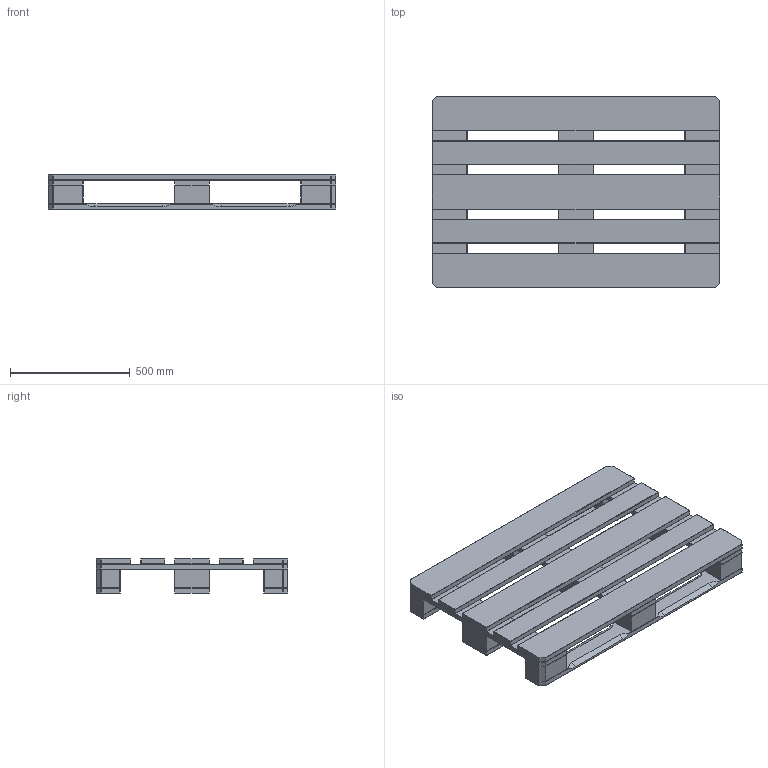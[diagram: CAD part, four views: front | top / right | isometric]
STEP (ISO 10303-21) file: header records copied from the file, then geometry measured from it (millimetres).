
FILE_DESCRIPTION(/* description */ (''),/* implementation_level */ '2;1');
FILE_NAME(/* name */ 'EPalChamferRamp01',/* time_stamp */ '2018-07-24T10:31:23+02:00',/* author */ (''),/* organization */ (''),/* preprocessor_version */ 'ST-DEVELOPER v15',/* originating_system */ '',/* authorisation */ '');
FILE_SCHEMA (('AUTOMOTIVE_DESIGN'));
Length unit declared in the file: millimetre
Products named in the file (1): Document
Bounding box: 1200 x 800 x 144 mm (x, y, z)
Volume: 44617678.6 mm3; surface area: 4219912.6 mm2
Topology: 20 solids, 20 shells, 664 faces, 1512 edges, 696 vertices
Faces by surface type: plane 436, bspline 228
Entity records: 14877 total; most frequent: CARTESIAN_POINT 5244, ORIENTED_EDGE 2640, EDGE_CURVE 1320, B_SPLINE_CURVE_WITH_KNOTS 1278, VERTEX_POINT 696, ADVANCED_FACE 664, FACE_OUTER_BOUND 664, EDGE_LOOP 664
